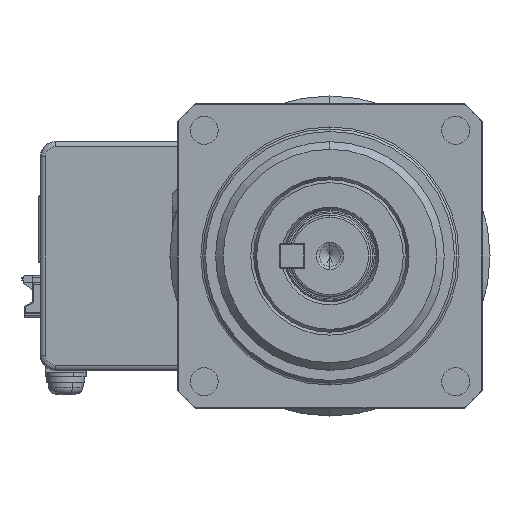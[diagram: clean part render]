
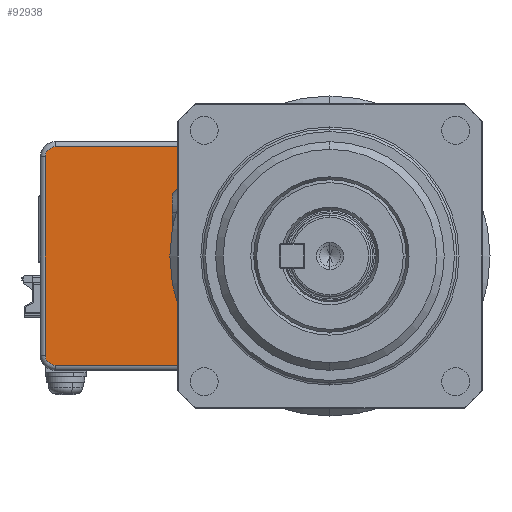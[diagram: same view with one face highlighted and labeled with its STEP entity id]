
A CAD part, left-side view. The second image highlights one B-rep face of the part: STEP entity #92938.
In plain terms, the highlighted planar face has unit normal (-1, 0, 0).
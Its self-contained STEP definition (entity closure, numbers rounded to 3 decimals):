
#2125 = LINE ( 'NONE', #10606, #8966 ) ;
#2262 = EDGE_CURVE ( 'NONE', #25939, #69130, #54653, .T. ) ;
#6484 = VERTEX_POINT ( 'NONE', #20877 ) ;
#8623 = ORIENTED_EDGE ( 'NONE', *, *, #22151, .T. ) ;
#8966 = VECTOR ( 'NONE', #65960, 1000. ) ;
#10606 = CARTESIAN_POINT ( 'NONE',  ( -47., 57.5, 0. ) ) ;
#13713 = LINE ( 'NONE', #75140, #42632 ) ;
#18252 = DIRECTION ( 'NONE',  ( 0., 1., 0. ) ) ;
#20877 = CARTESIAN_POINT ( 'NONE',  ( -47., 57.5, -50. ) ) ;
#21731 = FACE_OUTER_BOUND ( 'NONE', #130018, .T. ) ;
#22151 = EDGE_CURVE ( 'NONE', #41939, #61084, #42977, .T. ) ;
#24482 = CARTESIAN_POINT ( 'NONE',  ( -47., 82.5, -48. ) ) ;
#25939 = VERTEX_POINT ( 'NONE', #75534 ) ;
#26967 = EDGE_CURVE ( 'NONE', #61084, #25939, #68034, .T. ) ;
#28519 = ORIENTED_EDGE ( 'NONE', *, *, #26967, .T. ) ;
#38455 = CIRCLE ( 'NONE', #52333, 2. ) ;
#41939 = VERTEX_POINT ( 'NONE', #68490 ) ;
#42632 = VECTOR ( 'NONE', #56549, 1000. ) ;
#42977 = LINE ( 'NONE', #117015, #130192 ) ;
#44033 = EDGE_CURVE ( 'NONE', #69130, #91567, #38455, .T. ) ;
#44141 = ORIENTED_EDGE ( 'NONE', *, *, #44033, .T. ) ;
#45078 = PLANE ( 'NONE',  #65190 ) ;
#49003 = DIRECTION ( 'NONE',  ( 0., 0., -1. ) ) ;
#52333 = AXIS2_PLACEMENT_3D ( 'NONE', #24482, #124233, #68864 ) ;
#54653 = LINE ( 'NONE', #71910, #116120 ) ;
#54671 = ORIENTED_EDGE ( 'NONE', *, *, #113884, .F. ) ;
#56549 = DIRECTION ( 'NONE',  ( 0., -1., 0. ) ) ;
#61084 = VERTEX_POINT ( 'NONE', #62725 ) ;
#62725 = CARTESIAN_POINT ( 'NONE',  ( -47., 82.5, -7. ) ) ;
#63203 = ORIENTED_EDGE ( 'NONE', *, *, #121712, .T. ) ;
#65190 = AXIS2_PLACEMENT_3D ( 'NONE', #110013, #89499, #121530 ) ;
#65960 = DIRECTION ( 'NONE',  ( 0., 0., -1. ) ) ;
#68034 = CIRCLE ( 'NONE', #120387, 2. ) ;
#68490 = CARTESIAN_POINT ( 'NONE',  ( -47., 57.5, -7. ) ) ;
#68864 = DIRECTION ( 'NONE',  ( 0., 0., -1. ) ) ;
#69130 = VERTEX_POINT ( 'NONE', #108078 ) ;
#71910 = CARTESIAN_POINT ( 'NONE',  ( -47., 84.5, 0. ) ) ;
#75140 = CARTESIAN_POINT ( 'NONE',  ( -47., 0., -50. ) ) ;
#75534 = CARTESIAN_POINT ( 'NONE',  ( -47., 84.5, -9. ) ) ;
#81747 = CARTESIAN_POINT ( 'NONE',  ( -47., 82.5, -50. ) ) ;
#84781 = DIRECTION ( 'NONE',  ( 0., 0., -1. ) ) ;
#89499 = DIRECTION ( 'NONE',  ( 1., 0., 0. ) ) ;
#91567 = VERTEX_POINT ( 'NONE', #81747 ) ;
#92938 = ADVANCED_FACE ( 'NONE', ( #21731 ), #45078, .F. ) ;
#96838 = ORIENTED_EDGE ( 'NONE', *, *, #2262, .T. ) ;
#108078 = CARTESIAN_POINT ( 'NONE',  ( -47., 84.5, -48. ) ) ;
#110013 = CARTESIAN_POINT ( 'NONE',  ( -47., 0., 0. ) ) ;
#113884 = EDGE_CURVE ( 'NONE', #41939, #6484, #2125, .T. ) ;
#116120 = VECTOR ( 'NONE', #49003, 1000. ) ;
#117015 = CARTESIAN_POINT ( 'NONE',  ( -47., 82.5, -7. ) ) ;
#120387 = AXIS2_PLACEMENT_3D ( 'NONE', #127350, #138315, #84781 ) ;
#121530 = DIRECTION ( 'NONE',  ( 0., 0., -1. ) ) ;
#121712 = EDGE_CURVE ( 'NONE', #91567, #6484, #13713, .T. ) ;
#124233 = DIRECTION ( 'NONE',  ( -1., 0., 0. ) ) ;
#127350 = CARTESIAN_POINT ( 'NONE',  ( -47., 82.5, -9. ) ) ;
#130018 = EDGE_LOOP ( 'NONE', ( #44141, #63203, #54671, #8623, #28519, #96838 ) ) ;
#130192 = VECTOR ( 'NONE', #18252, 1000. ) ;
#138315 = DIRECTION ( 'NONE',  ( -1., 0., 0. ) ) ;
